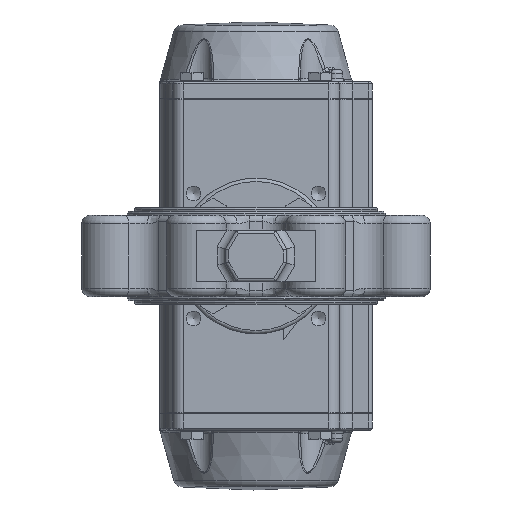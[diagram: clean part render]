
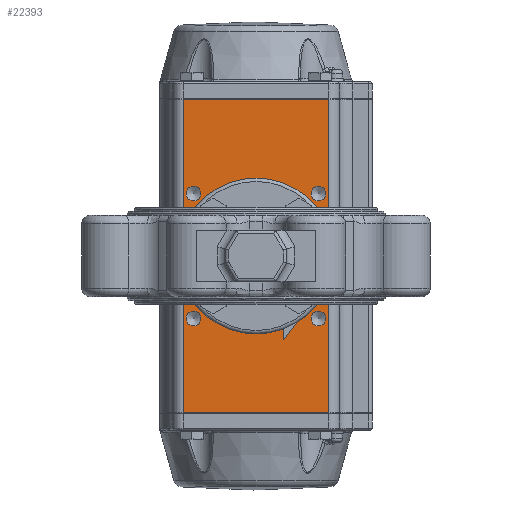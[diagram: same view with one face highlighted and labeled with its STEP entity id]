
A CAD part, front view. The second image highlights one B-rep face of the part: STEP entity #22393.
In plain terms, the highlighted planar face has unit normal (0, -1, 0).
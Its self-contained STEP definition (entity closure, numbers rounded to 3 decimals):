
#1714=PLANE('',#25160);
#2849=LINE('',#47901,#4107);
#2850=LINE('',#47907,#4108);
#2851=LINE('',#47910,#4109);
#2852=LINE('',#47911,#4110);
#4107=VECTOR('',#30931,1000.);
#4108=VECTOR('',#30938,1000.);
#4109=VECTOR('',#30939,1000.);
#4110=VECTOR('',#30940,1000.);
#9660=ORIENTED_EDGE('',*,*,#13463,.T.);
#9661=ORIENTED_EDGE('',*,*,#13464,.T.);
#9662=ORIENTED_EDGE('',*,*,#13460,.F.);
#9663=ORIENTED_EDGE('',*,*,#13465,.T.);
#9664=ORIENTED_EDGE('',*,*,#13334,.T.);
#9665=ORIENTED_EDGE('',*,*,#13333,.F.);
#9666=ORIENTED_EDGE('',*,*,#13331,.F.);
#9667=ORIENTED_EDGE('',*,*,#13329,.F.);
#9668=ORIENTED_EDGE('',*,*,#13327,.F.);
#9669=ORIENTED_EDGE('',*,*,#13325,.F.);
#9670=ORIENTED_EDGE('',*,*,#13323,.F.);
#9671=ORIENTED_EDGE('',*,*,#13321,.F.);
#9672=ORIENTED_EDGE('',*,*,#13319,.F.);
#13319=EDGE_CURVE('',#15654,#15654,#17096,.T.);
#13321=EDGE_CURVE('',#15657,#15657,#17098,.T.);
#13323=EDGE_CURVE('',#15660,#15660,#17100,.T.);
#13325=EDGE_CURVE('',#15663,#15663,#17102,.T.);
#13327=EDGE_CURVE('',#15666,#15666,#17104,.T.);
#13329=EDGE_CURVE('',#15669,#15669,#17106,.T.);
#13331=EDGE_CURVE('',#15672,#15672,#17108,.T.);
#13333=EDGE_CURVE('',#15675,#15675,#17110,.T.);
#13334=EDGE_CURVE('',#15676,#15676,#17111,.T.);
#13460=EDGE_CURVE('',#15782,#15783,#2849,.T.);
#13463=EDGE_CURVE('',#15784,#15785,#2850,.T.);
#13464=EDGE_CURVE('',#15785,#15783,#2851,.T.);
#13465=EDGE_CURVE('',#15782,#15784,#2852,.T.);
#15654=VERTEX_POINT('',#47581);
#15657=VERTEX_POINT('',#47588);
#15660=VERTEX_POINT('',#47595);
#15663=VERTEX_POINT('',#47602);
#15666=VERTEX_POINT('',#47609);
#15669=VERTEX_POINT('',#47616);
#15672=VERTEX_POINT('',#47623);
#15675=VERTEX_POINT('',#47630);
#15676=VERTEX_POINT('',#47633);
#15782=VERTEX_POINT('',#47902);
#15783=VERTEX_POINT('',#47903);
#15784=VERTEX_POINT('',#47908);
#15785=VERTEX_POINT('',#47909);
#17096=CIRCLE('',#25045,3.4);
#17098=CIRCLE('',#25049,3.4);
#17100=CIRCLE('',#25053,3.4);
#17102=CIRCLE('',#25057,3.4);
#17104=CIRCLE('',#25061,4.25);
#17106=CIRCLE('',#25065,4.25);
#17108=CIRCLE('',#25069,4.25);
#17110=CIRCLE('',#25073,4.25);
#17111=CIRCLE('',#25075,20.5);
#18791=EDGE_LOOP('',(#9660,#9661,#9662,#9663));
#18792=EDGE_LOOP('',(#9664));
#18793=EDGE_LOOP('',(#9665));
#18794=EDGE_LOOP('',(#9666));
#18795=EDGE_LOOP('',(#9667));
#18796=EDGE_LOOP('',(#9668));
#18797=EDGE_LOOP('',(#9669));
#18798=EDGE_LOOP('',(#9670));
#18799=EDGE_LOOP('',(#9671));
#18800=EDGE_LOOP('',(#9672));
#20542=FACE_BOUND('',#18791,.T.);
#20543=FACE_BOUND('',#18792,.T.);
#20544=FACE_BOUND('',#18793,.T.);
#20545=FACE_BOUND('',#18794,.T.);
#20546=FACE_BOUND('',#18795,.T.);
#20547=FACE_BOUND('',#18796,.T.);
#20548=FACE_BOUND('',#18797,.T.);
#20549=FACE_BOUND('',#18798,.T.);
#20550=FACE_BOUND('',#18799,.T.);
#20551=FACE_BOUND('',#18800,.T.);
#22393=ADVANCED_FACE('',(#20542,#20543,#20544,#20545,#20546,#20547,#20548,
#20549,#20550,#20551),#1714,.F.);
#25045=AXIS2_PLACEMENT_3D('',#47580,#30641,#30642);
#25049=AXIS2_PLACEMENT_3D('',#47587,#30649,#30650);
#25053=AXIS2_PLACEMENT_3D('',#47594,#30657,#30658);
#25057=AXIS2_PLACEMENT_3D('',#47601,#30665,#30666);
#25061=AXIS2_PLACEMENT_3D('',#47608,#30673,#30674);
#25065=AXIS2_PLACEMENT_3D('',#47615,#30681,#30682);
#25069=AXIS2_PLACEMENT_3D('',#47622,#30689,#30690);
#25073=AXIS2_PLACEMENT_3D('',#47629,#30697,#30698);
#25075=AXIS2_PLACEMENT_3D('',#47632,#30701,#30702);
#25160=AXIS2_PLACEMENT_3D('',#47906,#30936,#30937);
#30641=DIRECTION('',(0.,-1.,0.));
#30642=DIRECTION('',(0.,0.,-1.));
#30649=DIRECTION('',(0.,-1.,0.));
#30650=DIRECTION('',(0.,0.,-1.));
#30657=DIRECTION('',(0.,-1.,0.));
#30658=DIRECTION('',(0.,0.,-1.));
#30665=DIRECTION('',(0.,-1.,0.));
#30666=DIRECTION('',(0.,0.,-1.));
#30673=DIRECTION('',(0.,-1.,0.));
#30674=DIRECTION('',(0.,0.,-1.));
#30681=DIRECTION('',(0.,-1.,0.));
#30682=DIRECTION('',(0.,0.,-1.));
#30689=DIRECTION('',(0.,-1.,0.));
#30690=DIRECTION('',(0.,0.,-1.));
#30697=DIRECTION('',(0.,-1.,0.));
#30698=DIRECTION('',(0.,0.,-1.));
#30701=DIRECTION('',(0.,1.,0.));
#30702=DIRECTION('',(0.,0.,1.));
#30931=DIRECTION('',(0.,0.,-1.));
#30936=DIRECTION('',(0.,1.,0.));
#30937=DIRECTION('',(1.,0.,0.));
#30938=DIRECTION('',(0.,0.,-1.));
#30939=DIRECTION('',(1.,0.,0.));
#30940=DIRECTION('',(-1.,0.,0.));
#47580=CARTESIAN_POINT('',(24.749,-64.,24.749));
#47581=CARTESIAN_POINT('',(24.749,-64.,21.349));
#47587=CARTESIAN_POINT('',(24.749,-64.,-24.749));
#47588=CARTESIAN_POINT('',(24.749,-64.,-28.149));
#47594=CARTESIAN_POINT('',(-24.749,-64.,-24.749));
#47595=CARTESIAN_POINT('',(-24.749,-64.,-28.149));
#47601=CARTESIAN_POINT('',(-24.749,-64.,24.749));
#47602=CARTESIAN_POINT('',(-24.749,-64.,21.349));
#47608=CARTESIAN_POINT('',(36.062,-64.,36.062));
#47609=CARTESIAN_POINT('',(36.062,-64.,31.812));
#47615=CARTESIAN_POINT('',(36.062,-64.,-36.062));
#47616=CARTESIAN_POINT('',(36.062,-64.,-40.312));
#47622=CARTESIAN_POINT('',(-36.062,-64.,-36.062));
#47623=CARTESIAN_POINT('',(-36.062,-64.,-40.312));
#47629=CARTESIAN_POINT('',(-36.062,-64.,36.062));
#47630=CARTESIAN_POINT('',(-36.062,-64.,31.812));
#47632=CARTESIAN_POINT('',(0.,-64.,0.));
#47633=CARTESIAN_POINT('',(0.,-64.,20.5));
#47901=CARTESIAN_POINT('',(42.,-64.,91.));
#47902=CARTESIAN_POINT('',(42.,-64.,90.5));
#47903=CARTESIAN_POINT('',(42.,-64.,-90.5));
#47906=CARTESIAN_POINT('',(-42.,-64.,91.));
#47907=CARTESIAN_POINT('',(-42.,-64.,91.));
#47908=CARTESIAN_POINT('',(-42.,-64.,90.5));
#47909=CARTESIAN_POINT('',(-42.,-64.,-90.5));
#47910=CARTESIAN_POINT('',(-42.,-64.,-90.5));
#47911=CARTESIAN_POINT('',(-42.,-64.,90.5));
